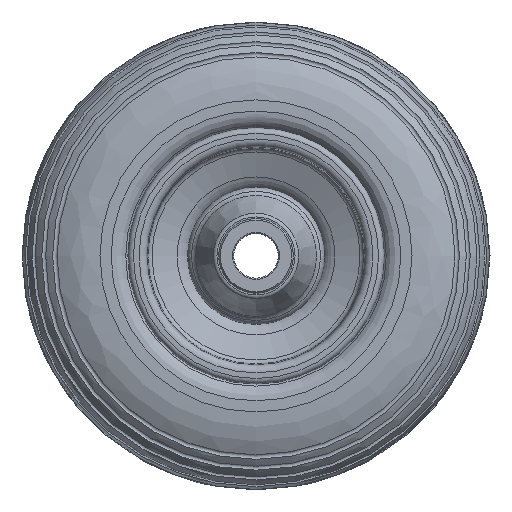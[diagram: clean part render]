
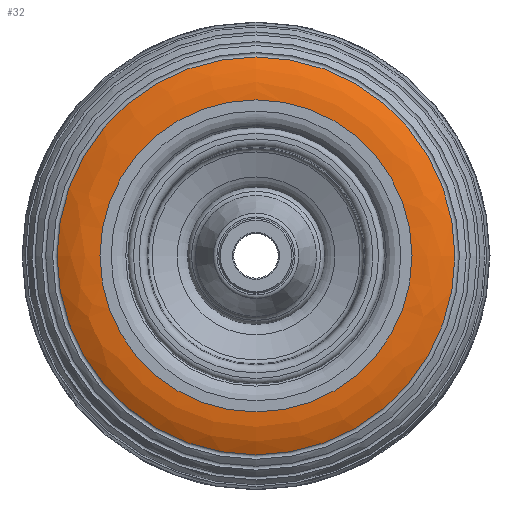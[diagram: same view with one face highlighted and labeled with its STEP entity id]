
A CAD part, left-side view. The second image highlights one B-rep face of the part: STEP entity #32.
In plain terms, the highlighted free-form (B-spline) face has degree [3, 3] with [4, 7] control points.
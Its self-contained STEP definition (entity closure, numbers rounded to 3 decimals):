
#23 = CARTESIAN_POINT ( 'NONE',  ( 10.357, 0., 89.249 ) ) ;
#32 = ADVANCED_FACE ( 'NONE', ( #686, #423 ), #642, .F. ) ;
#103 = CARTESIAN_POINT ( 'NONE',  ( 6.837, -83.493, 166.987 ) ) ;
#110 = CARTESIAN_POINT ( 'NONE',  ( 5., -70., -140. ) ) ;
#118 = CARTESIAN_POINT ( 'NONE',  ( 6.837, 83.493, -166.987 ) ) ;
#230 = EDGE_LOOP ( 'NONE', ( #396 ) ) ;
#262 = CARTESIAN_POINT ( 'NONE',  ( 10.357, 89.249, 0. ) ) ;
#310 = DIRECTION ( 'NONE',  ( 1., 0., 0. ) ) ;
#325 = DIRECTION ( 'NONE',  ( -1., 0., 0. ) ) ;
#396 = ORIENTED_EDGE ( 'NONE', *, *, #2308, .F. ) ;
#423 = FACE_OUTER_BOUND ( 'NONE', #1763, .T. ) ;
#453 = CARTESIAN_POINT ( 'NONE',  ( 10.357, 89.249, 0. ) ) ;
#502 = DIRECTION ( 'NONE',  ( 0., 0., 1. ) ) ;
#642 =( BOUNDED_SURFACE ( )  B_SPLINE_SURFACE ( 3, 3, ( 
 ( #453, #1644, #1046, #1817, #1800, #1625, #262 ),
 ( #1810, #118, #1247, #2217, #103, #1428, #2021 ),
 ( #1454, #2179, #1031, #2379, #1834, #2207, #1999 ),
 ( #1615, #2389, #110, #842, #2411, #1445, #1040 ) ),
 .UNSPECIFIED., .F., .T., .F. ) 
 B_SPLINE_SURFACE_WITH_KNOTS ( ( 4, 4 ),
 ( 4, 3, 4 ),
 ( 0., 1. ),
 ( 0., 0.5, 1. ),
 .UNSPECIFIED. ) 
 GEOMETRIC_REPRESENTATION_ITEM ( )  RATIONAL_B_SPLINE_SURFACE ( (
 ( 1., 0.333, 0.333, 1., 0.333, 0.333, 1.),
 ( 0.972, 0.324, 0.324, 0.972, 0.324, 0.324, 0.972),
 ( 0.972, 0.324, 0.324, 0.972, 0.324, 0.324, 0.972),
 ( 1., 0.333, 0.333, 1., 0.333, 0.333, 1.) ) ) 
 REPRESENTATION_ITEM ( '' )  SURFACE ( )  );
#653 = CARTESIAN_POINT ( 'NONE',  ( 5., 0., 70. ) ) ;
#664 = CARTESIAN_POINT ( 'NONE',  ( 10.357, 0., 0. ) ) ;
#686 = FACE_OUTER_BOUND ( 'NONE', #230, .T. ) ;
#842 = CARTESIAN_POINT ( 'NONE',  ( 5., -70., 0. ) ) ;
#906 = CIRCLE ( 'NONE', #2062, 70. ) ;
#979 = AXIS2_PLACEMENT_3D ( 'NONE', #664, #310, #2232 ) ;
#1031 = CARTESIAN_POINT ( 'NONE',  ( 5., -76.892, -153.783 ) ) ;
#1040 = CARTESIAN_POINT ( 'NONE',  ( 5., 70., 0. ) ) ;
#1046 = CARTESIAN_POINT ( 'NONE',  ( 10.357, -89.249, -178.498 ) ) ;
#1062 = ORIENTED_EDGE ( 'NONE', *, *, #1071, .F. ) ;
#1071 = EDGE_CURVE ( 'NONE', #1305, #1305, #1545, .T. ) ;
#1247 = CARTESIAN_POINT ( 'NONE',  ( 6.837, -83.493, -166.987 ) ) ;
#1305 = VERTEX_POINT ( 'NONE', #23 ) ;
#1428 = CARTESIAN_POINT ( 'NONE',  ( 6.837, 83.493, 166.987 ) ) ;
#1445 = CARTESIAN_POINT ( 'NONE',  ( 5., 70., 140. ) ) ;
#1454 = CARTESIAN_POINT ( 'NONE',  ( 5., 76.892, 0. ) ) ;
#1492 = VERTEX_POINT ( 'NONE', #653 ) ;
#1545 = CIRCLE ( 'NONE', #979, 89.249 ) ;
#1615 = CARTESIAN_POINT ( 'NONE',  ( 5., 70., 0. ) ) ;
#1625 = CARTESIAN_POINT ( 'NONE',  ( 10.357, 89.249, 178.498 ) ) ;
#1644 = CARTESIAN_POINT ( 'NONE',  ( 10.357, 89.249, -178.498 ) ) ;
#1670 = CARTESIAN_POINT ( 'NONE',  ( 5., 0., 0. ) ) ;
#1763 = EDGE_LOOP ( 'NONE', ( #1062 ) ) ;
#1800 = CARTESIAN_POINT ( 'NONE',  ( 10.357, -89.249, 178.498 ) ) ;
#1810 = CARTESIAN_POINT ( 'NONE',  ( 6.837, 83.493, 0. ) ) ;
#1817 = CARTESIAN_POINT ( 'NONE',  ( 10.357, -89.249, 0. ) ) ;
#1834 = CARTESIAN_POINT ( 'NONE',  ( 5., -76.892, 153.783 ) ) ;
#1999 = CARTESIAN_POINT ( 'NONE',  ( 5., 76.892, 0. ) ) ;
#2021 = CARTESIAN_POINT ( 'NONE',  ( 6.837, 83.493, 0. ) ) ;
#2062 = AXIS2_PLACEMENT_3D ( 'NONE', #1670, #325, #502 ) ;
#2179 = CARTESIAN_POINT ( 'NONE',  ( 5., 76.892, -153.783 ) ) ;
#2207 = CARTESIAN_POINT ( 'NONE',  ( 5., 76.892, 153.783 ) ) ;
#2217 = CARTESIAN_POINT ( 'NONE',  ( 6.837, -83.493, 0. ) ) ;
#2232 = DIRECTION ( 'NONE',  ( 0., 0., 1. ) ) ;
#2308 = EDGE_CURVE ( 'NONE', #1492, #1492, #906, .T. ) ;
#2379 = CARTESIAN_POINT ( 'NONE',  ( 5., -76.892, 0. ) ) ;
#2389 = CARTESIAN_POINT ( 'NONE',  ( 5., 70., -140. ) ) ;
#2411 = CARTESIAN_POINT ( 'NONE',  ( 5., -70., 140. ) ) ;
